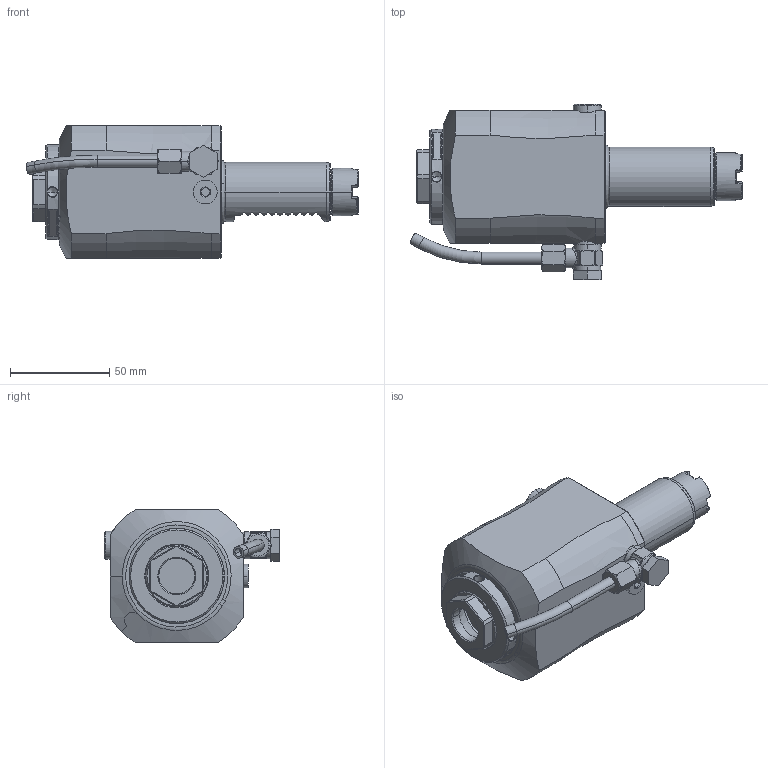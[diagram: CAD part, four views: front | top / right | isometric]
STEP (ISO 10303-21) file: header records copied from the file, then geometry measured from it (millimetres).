
FILE_DESCRIPTION((''),'2;1');
FILE_NAME('NGT1_30_155_25_3HDJA','2022-05-25T',('vali'),('NOVA GRUP'),'PRO/ENGINEER BY PARAMETRIC TECHNOLOGY CORPORATION, 2010280','PRO/ENGINEER BY PARAMETRIC TECHNOLOGY CORPORATION, 2010280','');
FILE_SCHEMA(('CONFIG_CONTROL_DESIGN'));
Length unit declared in the file: millimetre
Products named in the file (1): NGT1_30_155_25_3HDJA
Bounding box: 167.33 x 88.4 x 67 mm (x, y, z)
Volume: 394759 mm3; surface area: 42882.1 mm2
Topology: 2 solids, 3 shells, 417 faces, 1034 edges, 637 vertices
Faces by surface type: plane 163, cylinder 103, cone 62, bspline 46, torus 43
Entity records: 17189 total; most frequent: CARTESIAN_POINT 7871, ORIENTED_EDGE 2052, DIRECTION 1760, EDGE_CURVE 1026, AXIS2_PLACEMENT_3D 699, VERTEX_POINT 637, EDGE_LOOP 447, FACE_OUTER_BOUND 417
